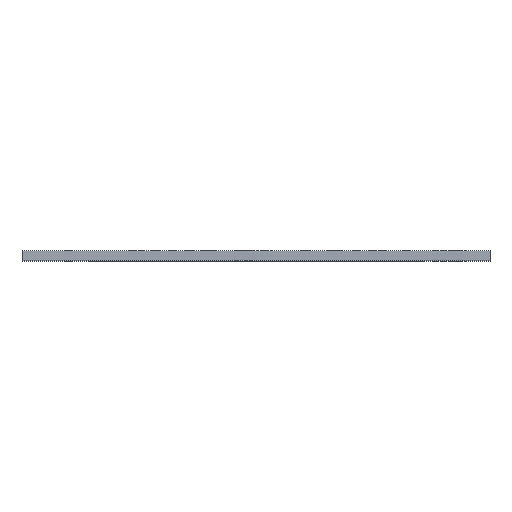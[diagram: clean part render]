
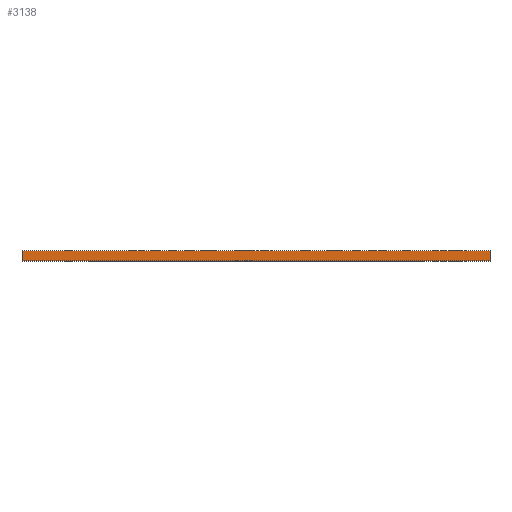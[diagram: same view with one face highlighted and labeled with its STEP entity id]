
A CAD part, top view. The second image highlights one B-rep face of the part: STEP entity #3138.
In plain terms, the highlighted planar face has unit normal (0, 0, 1).
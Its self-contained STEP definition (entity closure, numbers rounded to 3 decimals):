
#147 = CARTESIAN_POINT ( 'NONE',  ( 35., 1.5, 25. ) ) ;
#356 = CARTESIAN_POINT ( 'NONE',  ( -35., 0., 25. ) ) ;
#473 = VERTEX_POINT ( 'NONE', #4199 ) ;
#622 = FACE_OUTER_BOUND ( 'NONE', #1818, .T. ) ;
#660 = EDGE_CURVE ( 'NONE', #1537, #6280, #6308, .T. ) ;
#985 = ORIENTED_EDGE ( 'NONE', *, *, #3444, .T. ) ;
#991 = CARTESIAN_POINT ( 'NONE',  ( -35., 0., 25. ) ) ;
#1246 = VECTOR ( 'NONE', #5355, 1000. ) ;
#1328 = EDGE_CURVE ( 'NONE', #473, #1537, #5820, .T. ) ;
#1534 = DIRECTION ( 'NONE',  ( 1., 0., 0. ) ) ;
#1537 = VERTEX_POINT ( 'NONE', #147 ) ;
#1617 = CARTESIAN_POINT ( 'NONE',  ( -35., 1.5, 25. ) ) ;
#1648 = DIRECTION ( 'NONE',  ( 0., 0., -1. ) ) ;
#1818 = EDGE_LOOP ( 'NONE', ( #985, #3845, #3968, #6982 ) ) ;
#1946 = CARTESIAN_POINT ( 'NONE',  ( 35., 1.5, 25. ) ) ;
#3083 = CARTESIAN_POINT ( 'NONE',  ( -35., 1.5, 25. ) ) ;
#3138 = ADVANCED_FACE ( 'NONE', ( #622 ), #3293, .F. ) ;
#3293 = PLANE ( 'NONE',  #5869 ) ;
#3338 = VECTOR ( 'NONE', #1534, 1000. ) ;
#3444 = EDGE_CURVE ( 'NONE', #5122, #6280, #3727, .T. ) ;
#3727 = LINE ( 'NONE', #991, #3338 ) ;
#3845 = ORIENTED_EDGE ( 'NONE', *, *, #660, .F. ) ;
#3908 = DIRECTION ( 'NONE',  ( -1., 0., 0. ) ) ;
#3968 = ORIENTED_EDGE ( 'NONE', *, *, #1328, .F. ) ;
#4001 = DIRECTION ( 'NONE',  ( 0., -1., 0. ) ) ;
#4199 = CARTESIAN_POINT ( 'NONE',  ( -35., 1.5, 25. ) ) ;
#4385 = VECTOR ( 'NONE', #4001, 1000. ) ;
#4673 = CARTESIAN_POINT ( 'NONE',  ( 35., 0., 25. ) ) ;
#5122 = VERTEX_POINT ( 'NONE', #356 ) ;
#5253 = LINE ( 'NONE', #5784, #1246 ) ;
#5287 = DIRECTION ( 'NONE',  ( 1., 0., 0. ) ) ;
#5355 = DIRECTION ( 'NONE',  ( 0., -1., 0. ) ) ;
#5784 = CARTESIAN_POINT ( 'NONE',  ( -35., 1.5, 25. ) ) ;
#5820 = LINE ( 'NONE', #3083, #6204 ) ;
#5869 = AXIS2_PLACEMENT_3D ( 'NONE', #1617, #1648, #3908 ) ;
#6204 = VECTOR ( 'NONE', #5287, 1000. ) ;
#6280 = VERTEX_POINT ( 'NONE', #4673 ) ;
#6308 = LINE ( 'NONE', #1946, #4385 ) ;
#6500 = EDGE_CURVE ( 'NONE', #473, #5122, #5253, .T. ) ;
#6982 = ORIENTED_EDGE ( 'NONE', *, *, #6500, .T. ) ;
